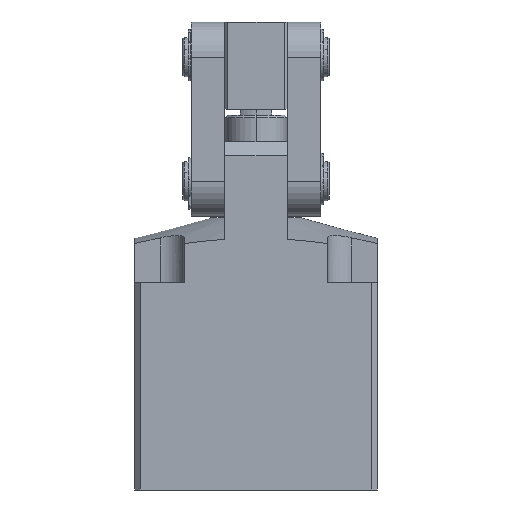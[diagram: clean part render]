
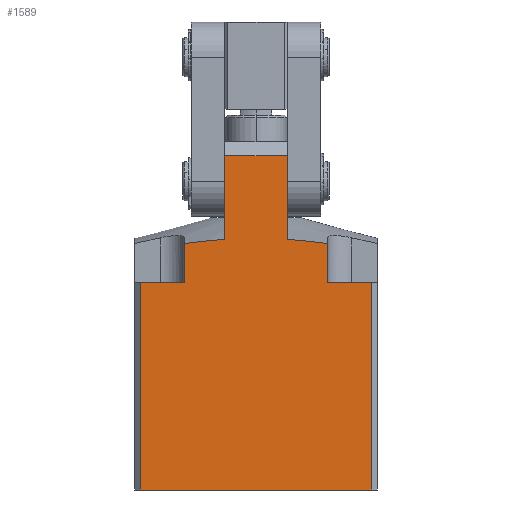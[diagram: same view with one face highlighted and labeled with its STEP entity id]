
A CAD part, left-side view. The second image highlights one B-rep face of the part: STEP entity #1589.
In plain terms, the highlighted planar face has unit normal (-1, 0, 0).
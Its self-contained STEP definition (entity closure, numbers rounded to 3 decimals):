
#1589 = ADVANCED_FACE ( 'NONE', ( #4711 ), #6626, .F. ) ;
#2015 = CARTESIAN_POINT ( 'NONE',  ( -43., 25.25, 73.5 ) ) ;
#2016 = CARTESIAN_POINT ( 'NONE',  ( -43., 41., 73.5 ) ) ;
#2089 = CARTESIAN_POINT ( 'NONE',  ( -43., -11., 88.894 ) ) ;
#2136 = CARTESIAN_POINT ( 'NONE',  ( -43., -11., 118.5 ) ) ;
#2194 = CARTESIAN_POINT ( 'NONE',  ( -43., 41., 0. ) ) ;
#2204 = CARTESIAN_POINT ( 'NONE',  ( -43., -25.25, 87.426 ) ) ;
#3261 = CARTESIAN_POINT ( 'NONE',  ( -43., -25.25, 73.5 ) ) ;
#3313 = CARTESIAN_POINT ( 'NONE',  ( -43., 0., 0. ) ) ;
#3314 = DIRECTION ( 'NONE',  ( 0., -1., 0. ) ) ;
#3471 = CARTESIAN_POINT ( 'NONE',  ( -43., -20.503, 88.07 ) ) ;
#3484 = CARTESIAN_POINT ( 'NONE',  ( -43., -25.25, 87.426 ) ) ;
#3485 = CARTESIAN_POINT ( 'NONE',  ( -43., -15.754, 88.579 ) ) ;
#3486 = CARTESIAN_POINT ( 'NONE',  ( -43., -11., 88.894 ) ) ;
#3618 = CARTESIAN_POINT ( 'NONE',  ( -43., 43., 73.5 ) ) ;
#3619 = DIRECTION ( 'NONE',  ( 0., -1., 0. ) ) ;
#3635 = CARTESIAN_POINT ( 'NONE',  ( -43., -43., 73.5 ) ) ;
#3636 = DIRECTION ( 'NONE',  ( 0., 1., 0. ) ) ;
#3680 = CARTESIAN_POINT ( 'NONE',  ( -43., 25.25, 73.5 ) ) ;
#3681 = DIRECTION ( 'NONE',  ( 0., 0., 1. ) ) ;
#3703 = CARTESIAN_POINT ( 'NONE',  ( -43., -25.25, 73.5 ) ) ;
#3704 = DIRECTION ( 'NONE',  ( 0., 0., 1. ) ) ;
#3707 = CARTESIAN_POINT ( 'NONE',  ( -43., 41., 0. ) ) ;
#3708 = DIRECTION ( 'NONE',  ( 0., 0., -1. ) ) ;
#3709 = CARTESIAN_POINT ( 'NONE',  ( -43., -41., 96.5 ) ) ;
#3710 = DIRECTION ( 'NONE',  ( 0., 0., 1. ) ) ;
#3711 = CARTESIAN_POINT ( 'NONE',  ( -43., -11., -500000. ) ) ;
#3712 = DIRECTION ( 'NONE',  ( 0., 0., 1. ) ) ;
#3713 = CARTESIAN_POINT ( 'NONE',  ( -43., 11., 118.5 ) ) ;
#3714 = DIRECTION ( 'NONE',  ( 0., 1., 0. ) ) ;
#3715 = CARTESIAN_POINT ( 'NONE',  ( -43., 11., -500000. ) ) ;
#3716 = DIRECTION ( 'NONE',  ( 0., 0., 1. ) ) ;
#4711 = FACE_OUTER_BOUND ( 'NONE', #5200, .T. ) ;
#5200 = EDGE_LOOP ( 'NONE', ( #7823, #7824, #7825, #7826, #7827, #7828, #7829, #7830, #7831, #7832, #7833, #7834 ) ) ;
#6624 = CARTESIAN_POINT ( 'NONE',  ( -43., 0., 96.5 ) ) ;
#6626 = PLANE ( 'NONE',  #7662 ) ;
#6629 = DIRECTION ( 'NONE',  ( 1., 0., 0. ) ) ;
#6630 = DIRECTION ( 'NONE',  ( 0., 1., 0. ) ) ;
#7319 = EDGE_CURVE ( 'NONE', #8318, #8303, #9494, .T. ) ;
#7662 = AXIS2_PLACEMENT_3D ( 'NONE', #6624, #6629, #6630 ) ;
#7823 = ORIENTED_EDGE ( 'NONE', *, *, #8590, .F. ) ;
#7824 = ORIENTED_EDGE ( 'NONE', *, *, #8632, .T. ) ;
#7825 = ORIENTED_EDGE ( 'NONE', *, *, #8538, .T. ) ;
#7826 = ORIENTED_EDGE ( 'NONE', *, *, #8633, .T. ) ;
#7827 = ORIENTED_EDGE ( 'NONE', *, *, #8598, .T. ) ;
#7828 = ORIENTED_EDGE ( 'NONE', *, *, #8630, .T. ) ;
#7829 = ORIENTED_EDGE ( 'NONE', *, *, #8573, .T. ) ;
#7830 = ORIENTED_EDGE ( 'NONE', *, *, #8634, .T. ) ;
#7831 = ORIENTED_EDGE ( 'NONE', *, *, #8635, .T. ) ;
#7832 = ORIENTED_EDGE ( 'NONE', *, *, #8636, .F. ) ;
#7833 = ORIENTED_EDGE ( 'NONE', *, *, #7319, .T. ) ;
#7834 = ORIENTED_EDGE ( 'NONE', *, *, #8619, .F. ) ;
#8290 = VERTEX_POINT ( 'NONE', #10454 ) ;
#8303 = VERTEX_POINT ( 'NONE', #10464 ) ;
#8318 = VERTEX_POINT ( 'NONE', #10479 ) ;
#8379 = VERTEX_POINT ( 'NONE', #10540 ) ;
#8433 = VERTEX_POINT ( 'NONE', #10594 ) ;
#8520 = VERTEX_POINT ( 'NONE', #3261 ) ;
#8538 = EDGE_CURVE ( 'NONE', #9382, #8433, #9958, .T. ) ;
#8573 = EDGE_CURVE ( 'NONE', #9392, #9277, #9146, .T. ) ;
#8590 = EDGE_CURVE ( 'NONE', #9204, #9203, #10012, .T. ) ;
#8598 = EDGE_CURVE ( 'NONE', #8290, #8520, #10026, .T. ) ;
#8619 = EDGE_CURVE ( 'NONE', #9203, #8303, #10065, .T. ) ;
#8630 = EDGE_CURVE ( 'NONE', #8520, #9392, #10085, .T. ) ;
#8632 = EDGE_CURVE ( 'NONE', #9204, #9382, #10089, .T. ) ;
#8633 = EDGE_CURVE ( 'NONE', #8433, #8290, #10091, .T. ) ;
#8634 = EDGE_CURVE ( 'NONE', #9277, #9324, #10093, .T. ) ;
#8635 = EDGE_CURVE ( 'NONE', #9324, #8379, #10095, .T. ) ;
#8636 = EDGE_CURVE ( 'NONE', #8318, #8379, #10097, .T. ) ;
#9146 = B_SPLINE_CURVE_WITH_KNOTS ( 'NONE', 3,
 ( #3484, #3471, #3485, #3486 ),
 .UNSPECIFIED., .F., .F.,
 ( 4, 4 ),
 ( 0.061, 0.075 ),
 .UNSPECIFIED. ) ;
#9203 = VERTEX_POINT ( 'NONE', #2015 ) ;
#9204 = VERTEX_POINT ( 'NONE', #2016 ) ;
#9277 = VERTEX_POINT ( 'NONE', #2089 ) ;
#9324 = VERTEX_POINT ( 'NONE', #2136 ) ;
#9382 = VERTEX_POINT ( 'NONE', #2194 ) ;
#9392 = VERTEX_POINT ( 'NONE', #2204 ) ;
#9494 = B_SPLINE_CURVE_WITH_KNOTS ( 'NONE', 3,
 ( #10253, #10277, #10294, #10295, #10296, #10297 ),
 .UNSPECIFIED., .F., .F.,
 ( 4, 2, 4 ),
 ( 0.097, 0.105, 0.112 ),
 .UNSPECIFIED. ) ;
#9958 = LINE ( 'NONE', #3313, #9961 ) ;
#9961 = VECTOR ( 'NONE', #3314, 1000. ) ;
#10012 = LINE ( 'NONE', #3618, #10015 ) ;
#10015 = VECTOR ( 'NONE', #3619, 1000. ) ;
#10026 = LINE ( 'NONE', #3635, #10029 ) ;
#10029 = VECTOR ( 'NONE', #3636, 1000. ) ;
#10065 = LINE ( 'NONE', #3680, #10068 ) ;
#10068 = VECTOR ( 'NONE', #3681, 1000. ) ;
#10085 = LINE ( 'NONE', #3703, #10088 ) ;
#10088 = VECTOR ( 'NONE', #3704, 1000. ) ;
#10089 = LINE ( 'NONE', #3707, #10092 ) ;
#10091 = LINE ( 'NONE', #3709, #10094 ) ;
#10092 = VECTOR ( 'NONE', #3708, 1000. ) ;
#10093 = LINE ( 'NONE', #3711, #10096 ) ;
#10094 = VECTOR ( 'NONE', #3710, 1000. ) ;
#10095 = LINE ( 'NONE', #3713, #10098 ) ;
#10096 = VECTOR ( 'NONE', #3712, 1000. ) ;
#10097 = LINE ( 'NONE', #3715, #10100 ) ;
#10098 = VECTOR ( 'NONE', #3714, 1000. ) ;
#10100 = VECTOR ( 'NONE', #3716, 1000. ) ;
#10253 = CARTESIAN_POINT ( 'NONE',  ( -43., 11., 88.894 ) ) ;
#10277 = CARTESIAN_POINT ( 'NONE',  ( -43., 13.373, 88.737 ) ) ;
#10294 = CARTESIAN_POINT ( 'NONE',  ( -43., 15.748, 88.531 ) ) ;
#10295 = CARTESIAN_POINT ( 'NONE',  ( -43., 20.499, 88.037 ) ) ;
#10296 = CARTESIAN_POINT ( 'NONE',  ( -43., 22.878, 87.748 ) ) ;
#10297 = CARTESIAN_POINT ( 'NONE',  ( -43., 25.25, 87.426 ) ) ;
#10454 = CARTESIAN_POINT ( 'NONE',  ( -43., -41., 73.5 ) ) ;
#10464 = CARTESIAN_POINT ( 'NONE',  ( -43., 25.25, 87.426 ) ) ;
#10479 = CARTESIAN_POINT ( 'NONE',  ( -43., 11., 88.894 ) ) ;
#10540 = CARTESIAN_POINT ( 'NONE',  ( -43., 11., 118.5 ) ) ;
#10594 = CARTESIAN_POINT ( 'NONE',  ( -43., -41., 0. ) ) ;
